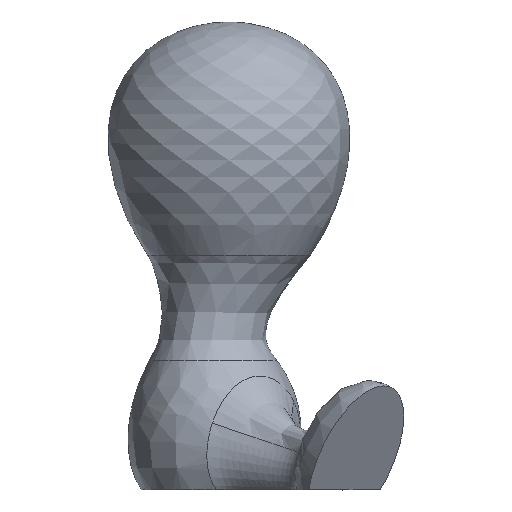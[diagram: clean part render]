
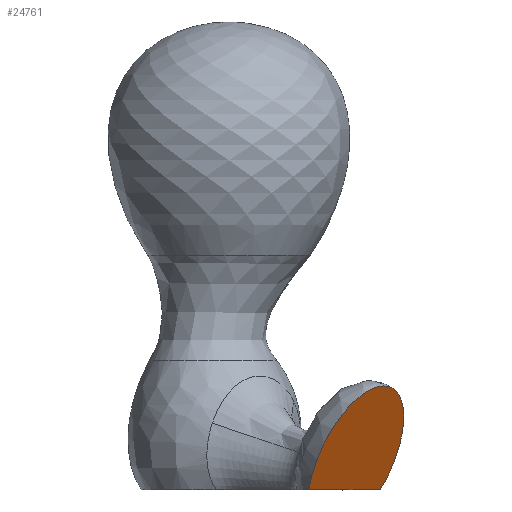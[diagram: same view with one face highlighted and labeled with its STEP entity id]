
A CAD part, left-side view. The second image highlights one B-rep face of the part: STEP entity #24761.
In plain terms, the highlighted planar face has unit normal (-0.638, -0.601, -0.482).
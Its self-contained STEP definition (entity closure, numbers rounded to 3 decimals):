
#1132 = CARTESIAN_POINT ( 'NONE',  ( -172.638, -157.422, 96.917 ) ) ;
#1217 = CARTESIAN_POINT ( 'NONE',  ( -153.327, -166.082, 82.166 ) ) ;
#1302 = CARTESIAN_POINT ( 'NONE',  ( -128.523, -164.47, 47.344 ) ) ;
#1386 = CARTESIAN_POINT ( 'NONE',  ( -111.364, -144.696, 0. ) ) ;
#1543 = CARTESIAN_POINT ( 'NONE',  ( -175.669, -76.447, 0. ) ) ;
#3177 = CARTESIAN_POINT ( 'NONE',  ( -169.296, -159.503, 95.09 ) ) ;
#3261 = CARTESIAN_POINT ( 'NONE',  ( -149.426, -166.863, 77.977 ) ) ;
#3347 = CARTESIAN_POINT ( 'NONE',  ( -124.743, -162.504, 39.895 ) ) ;
#5142 = CARTESIAN_POINT ( 'NONE',  ( -183.133, -148.401, 99.556 ) ) ;
#5224 = CARTESIAN_POINT ( 'NONE',  ( -167.62, -160.469, 94.077 ) ) ;
#5308 = CARTESIAN_POINT ( 'NONE',  ( -144.844, -167.279, 72.435 ) ) ;
#5395 = CARTESIAN_POINT ( 'NONE',  ( -122.438, -160.915, 34.864 ) ) ;
#6681 = CARTESIAN_POINT ( 'NONE',  ( -222.805, -124.756, 122.565 ) ) ;
#7005 = CARTESIAN_POINT ( 'NONE',  ( -183.384, -148.135, 99.558 ) ) ;
#7016 = CARTESIAN_POINT ( 'NONE',  ( -183.384, -148.135, 99.558 ) ) ;
#7092 = CARTESIAN_POINT ( 'NONE',  ( -218.552, -110.81, 99.558 ) ) ;
#7177 = CARTESIAN_POINT ( 'NONE',  ( -175.669, -76.447, 0. ) ) ;
#7187 = CARTESIAN_POINT ( 'NONE',  ( -182.5, -149.058, 99.539 ) ) ;
#7271 = CARTESIAN_POINT ( 'NONE',  ( -164.851, -161.926, 92.23 ) ) ;
#7353 = CARTESIAN_POINT ( 'NONE',  ( -142.207, -167.315, 68.993 ) ) ;
#7438 = CARTESIAN_POINT ( 'NONE',  ( -120.803, -159.602, 31.065 ) ) ;
#7492 = PLANE ( 'NONE',  #26012 ) ;
#9050 = CARTESIAN_POINT ( 'NONE',  ( -183.26, -148.267, 99.558 ) ) ;
#9222 = CARTESIAN_POINT ( 'NONE',  ( -181.344, -150.214, 99.45 ) ) ;
#9306 = CARTESIAN_POINT ( 'NONE',  ( -159.481, -164.262, 88.037 ) ) ;
#9323 = CARTESIAN_POINT ( 'NONE',  ( -190.179, -84.077, 28.705 ) ) ;
#9392 = CARTESIAN_POINT ( 'NONE',  ( -138.818, -167.137, 64.288 ) ) ;
#9407 = CARTESIAN_POINT ( 'NONE',  ( -184.175, -78.419, 13.71 ) ) ;
#9475 = CARTESIAN_POINT ( 'NONE',  ( -116.445, -155.139, 19.737 ) ) ;
#9589 = EDGE_CURVE ( 'NONE', #24636, #26302, #12516, .T. ) ;
#9764 = CARTESIAN_POINT ( 'NONE',  ( -183.384, -148.135, 99.558 ) ) ;
#11266 = CARTESIAN_POINT ( 'NONE',  ( -179.242, -152.191, 99.132 ) ) ;
#11352 = CARTESIAN_POINT ( 'NONE',  ( -156.376, -165.257, 85.17 ) ) ;
#11439 = CARTESIAN_POINT ( 'NONE',  ( -134.139, -166.342, 57.106 ) ) ;
#11525 = CARTESIAN_POINT ( 'NONE',  ( -113.527, -150.272, 9.811 ) ) ;
#12516 =( BOUNDED_CURVE ( )  B_SPLINE_CURVE ( 2, ( #7177, #9407, #9323, #7092, #7005 ),
 .UNSPECIFIED., .F., .T. ) 
 B_SPLINE_CURVE_WITH_KNOTS ( ( 3, 2, 3 ),
 ( 0., 0.03, 0.138 ),
 .UNSPECIFIED. ) 
 CURVE ( )  GEOMETRIC_REPRESENTATION_ITEM ( )  RATIONAL_B_SPLINE_CURVE ( ( 0.883, 0.919, 1., 0.707, 1. ) ) 
 REPRESENTATION_ITEM ( '' )  );
#13324 = CARTESIAN_POINT ( 'NONE',  ( -174.855, -155.842, 97.88 ) ) ;
#13410 = CARTESIAN_POINT ( 'NONE',  ( -154.841, -165.693, 83.684 ) ) ;
#13492 = CARTESIAN_POINT ( 'NONE',  ( -129.864, -165.02, 49.804 ) ) ;
#13578 = CARTESIAN_POINT ( 'NONE',  ( -111.804, -146.185, 2.438 ) ) ;
#14415 = EDGE_CURVE ( 'NONE', #24890, #24636, #18898, .T. ) ;
#15359 = CARTESIAN_POINT ( 'NONE',  ( -169.854, -159.166, 95.407 ) ) ;
#15443 = CARTESIAN_POINT ( 'NONE',  ( -152.338, -166.303, 81.133 ) ) ;
#15526 = CARTESIAN_POINT ( 'NONE',  ( -125.963, -163.212, 42.39 ) ) ;
#17015 = DIRECTION ( 'NONE',  ( -0.686, 0.728, 0. ) ) ;
#17218 = CARTESIAN_POINT ( 'NONE',  ( -255.651, 8.44, 0. ) ) ;
#17433 = CARTESIAN_POINT ( 'NONE',  ( -168.18, -160.154, 94.425 ) ) ;
#17517 = CARTESIAN_POINT ( 'NONE',  ( -147.556, -167.099, 75.799 ) ) ;
#17603 = CARTESIAN_POINT ( 'NONE',  ( -123.003, -161.327, 36.125 ) ) ;
#18551 = FACE_OUTER_BOUND ( 'NONE', #23347, .T. ) ;
#18898 = LINE ( 'NONE', #17218, #19108 ) ;
#19108 = VECTOR ( 'NONE', #17015, 1000. ) ;
#19422 = CARTESIAN_POINT ( 'NONE',  ( -182.88, -148.665, 99.551 ) ) ;
#19508 = CARTESIAN_POINT ( 'NONE',  ( -165.95, -161.375, 92.996 ) ) ;
#19594 = CARTESIAN_POINT ( 'NONE',  ( -143.955, -167.31, 71.298 ) ) ;
#19681 = CARTESIAN_POINT ( 'NONE',  ( -121.337, -160.053, 32.334 ) ) ;
#20150 = CARTESIAN_POINT ( 'NONE',  ( -111.364, -144.696, 0. ) ) ;
#20750 = ORIENTED_EDGE ( 'NONE', *, *, #26479, .F. ) ;
#20773 = ORIENTED_EDGE ( 'NONE', *, *, #9589, .F. ) ;
#20798 = ORIENTED_EDGE ( 'NONE', *, *, #14415, .F. ) ;
#21297 = DIRECTION ( 'NONE',  ( 0.686, -0.728, 0. ) ) ;
#21508 = CARTESIAN_POINT ( 'NONE',  ( -182.117, -149.446, 99.514 ) ) ;
#21591 = CARTESIAN_POINT ( 'NONE',  ( -161.597, -163.439, 89.81 ) ) ;
#21675 = CARTESIAN_POINT ( 'NONE',  ( -141.346, -167.291, 67.823 ) ) ;
#21766 = CARTESIAN_POINT ( 'NONE',  ( -118.224, -157.27, 24.748 ) ) ;
#22861 = B_SPLINE_CURVE_WITH_KNOTS ( 'NONE', 3,
 ( #7016, #9050, #5142, #19422, #7187, #21508, #9222, #23591, #11266, #25663, #13324, #1132, #15359, #3177, #17433, #5224, #19508, #7271, #21591, #9306, #23676, #11352, #25750, #13410, #1217, #15443, #3261, #17517, #5308, #19594, #7353, #21675, #9392, #23764, #11439, #25838, #13492, #1302, #15526, #3347, #17603, #5395, #19681, #7438, #21766, #9475, #23850, #11525, #25924, #13578, #1386 ),
 .UNSPECIFIED., .F., .F.,
 ( 4, 2, 1, 2, 2, 2, 2, 2, 2, 2, 2, 2, 2, 2, 2, 2, 2, 2, 2, 2, 2, 2, 2, 2, 2, 4 ),
 ( 0., 0.001, 0.001, 0.002, 0.004, 0.009, 0.017, 0.02, 0.022, 0.026, 0.035, 0.037, 0.039, 0.044, 0.052, 0.057, 0.061, 0.07, 0.078, 0.087, 0.096, 0.1, 0.105, 0.122, 0.131, 0.139 ),
 .UNSPECIFIED. ) ;
#23347 = EDGE_LOOP ( 'NONE', ( #20750, #20773, #20798 ) ) ;
#23382 = DIRECTION ( 'NONE',  ( -0.638, -0.601, -0.482 ) ) ;
#23591 = CARTESIAN_POINT ( 'NONE',  ( -180.823, -150.716, 99.386 ) ) ;
#23676 = CARTESIAN_POINT ( 'NONE',  ( -156.891, -165.099, 85.655 ) ) ;
#23764 = CARTESIAN_POINT ( 'NONE',  ( -137.212, -166.932, 61.908 ) ) ;
#23850 = CARTESIAN_POINT ( 'NONE',  ( -114.202, -151.54, 12.285 ) ) ;
#24636 = VERTEX_POINT ( 'NONE', #1543 ) ;
#24761 = ADVANCED_FACE ( 'NONE', ( #18551 ), #7492, .T. ) ;
#24890 = VERTEX_POINT ( 'NONE', #20150 ) ;
#25663 = CARTESIAN_POINT ( 'NONE',  ( -178.163, -153.134, 98.88 ) ) ;
#25750 = CARTESIAN_POINT ( 'NONE',  ( -155.351, -165.554, 84.185 ) ) ;
#25838 = CARTESIAN_POINT ( 'NONE',  ( -132.671, -165.956, 54.684 ) ) ;
#25924 = CARTESIAN_POINT ( 'NONE',  ( -112.328, -147.595, 4.888 ) ) ;
#26012 = AXIS2_PLACEMENT_3D ( 'NONE', #6681, #23382, #21297 ) ;
#26302 = VERTEX_POINT ( 'NONE', #9764 ) ;
#26479 = EDGE_CURVE ( 'NONE', #26302, #24890, #22861, .T. ) ;
